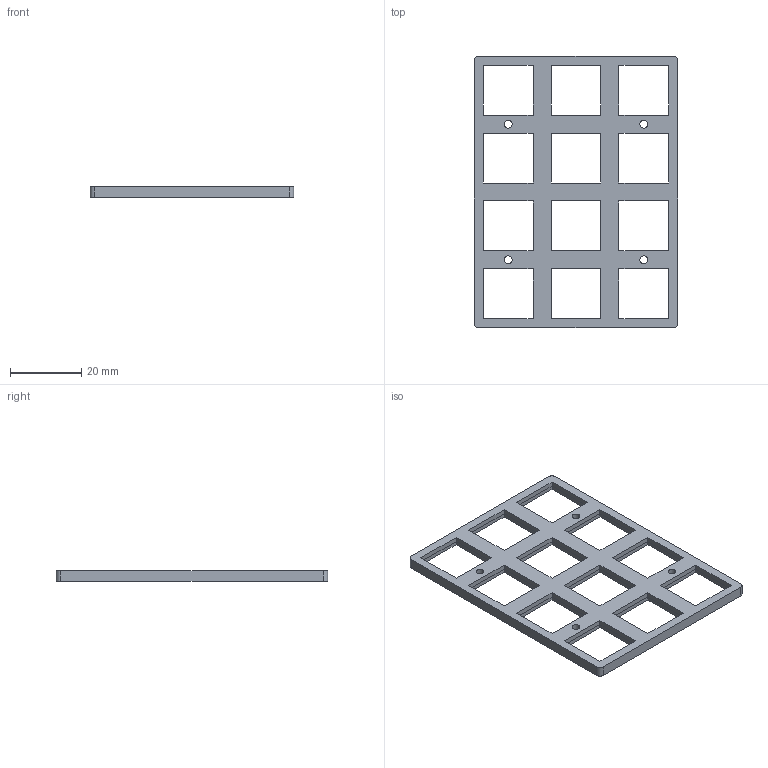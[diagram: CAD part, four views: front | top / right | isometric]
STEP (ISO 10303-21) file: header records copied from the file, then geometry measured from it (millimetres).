
FILE_DESCRIPTION(('HOOPS Exchange Step'),'2;1');
FILE_NAME('temp_export','2025-11-09T14:23:24-05:00',('jscotto'),('Shapr3D Limited'),'HOOPS Exchange 2025.6','Shapr3D','Authorized');
FILE_SCHEMA( ('AP242_MANAGED_MODEL_BASED_3D_ENGINEERING_MIM_LF {1 0 10303 442 1 1 4}') );
Length unit declared in the file: millimetre
Products named in the file (1): Plate
Bounding box: 57.15 x 76.2 x 3 mm (x, y, z)
Volume: 5402.1 mm3; surface area: 6942 mm2
Topology: 1 solids, 1 shells, 122 faces, 332 edges, 224 vertices
Faces by surface type: plane 114, cylinder 8
Full cylindrical faces by diameter (mm): 2.2 x4
Entity records: 3904 total; most frequent: CARTESIAN_POINT 680, ORIENTED_EDGE 664, DIRECTION 604, EDGE_CURVE 332, VECTOR 308, LINE 308, VERTEX_POINT 224, EDGE_LOOP 166
